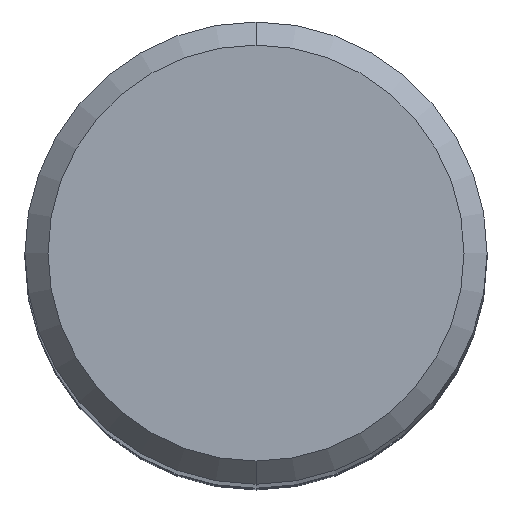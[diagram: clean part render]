
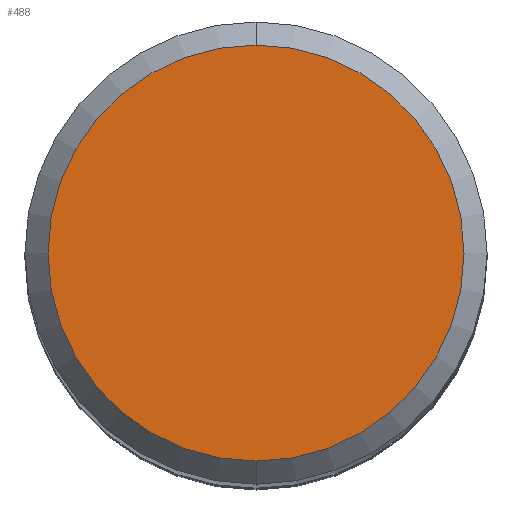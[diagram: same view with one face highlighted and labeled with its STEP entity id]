
A CAD part, top view. The second image highlights one B-rep face of the part: STEP entity #488.
In plain terms, the highlighted planar face has unit normal (0, 0, 1).
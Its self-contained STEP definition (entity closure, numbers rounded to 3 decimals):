
#312=VERTEX_POINT('',#654);
#376=VERTEX_POINT('',#728);
#442=EDGE_CURVE('',#312,#376,#801,.T.);
#444=EDGE_CURVE('',#376,#312,#803,.T.);
#488=ADVANCED_FACE('',(#851),#852,.T.);
#654=CARTESIAN_POINT('',(0.0,4.5,0.0));
#728=CARTESIAN_POINT('',(0.,-4.5,0.0));
#801=CIRCLE('',#1457,4.5);
#803=CIRCLE('',#1460,4.5);
#851=FACE_OUTER_BOUND('',#1554,.T.);
#852=PLANE('',#1555);
#1457=AXIS2_PLACEMENT_3D('',#1889,#1890,#1891);
#1460=AXIS2_PLACEMENT_3D('',#1892,#1893,#1894);
#1554=EDGE_LOOP('',(#1952,#1953));
#1555=AXIS2_PLACEMENT_3D('',#1954,#1955,#1956);
#1889=CARTESIAN_POINT('',(0.0,0.0,0.0));
#1890=DIRECTION('',(0.0,0.0,-1.0));
#1891=DIRECTION('',(0.0,1.0,0.0));
#1892=CARTESIAN_POINT('',(0.0,0.0,0.0));
#1893=DIRECTION('',(0.0,0.0,-1.0));
#1894=DIRECTION('',(0.0,1.0,0.0));
#1952=ORIENTED_EDGE('',*,*,#442,.F.);
#1953=ORIENTED_EDGE('',*,*,#444,.F.);
#1954=CARTESIAN_POINT('',(0.0,2.25,0.0));
#1955=DIRECTION('',(-0.0,0.0,1.0));
#1956=DIRECTION('',(0.0,-1.0,0.0));
